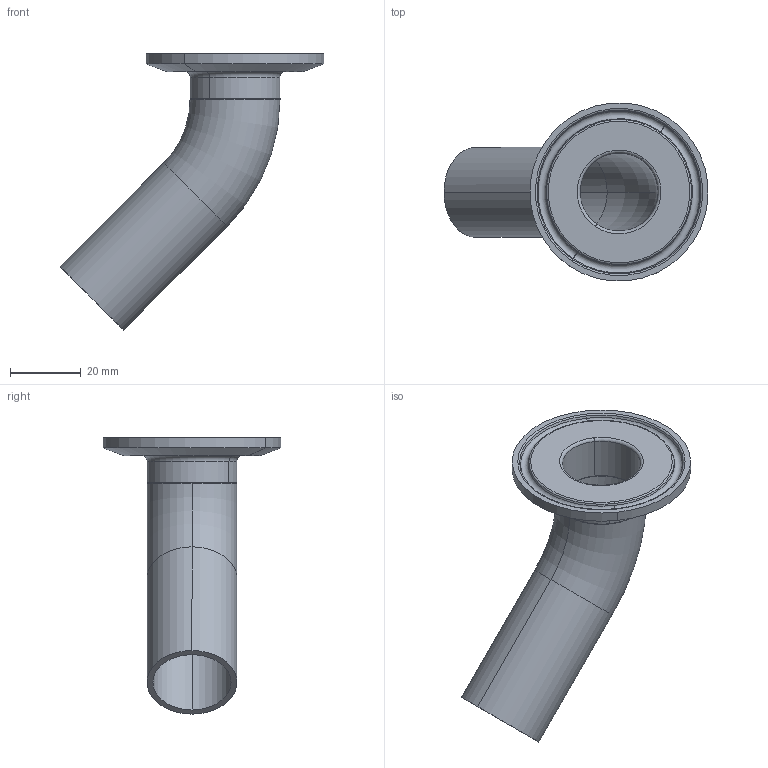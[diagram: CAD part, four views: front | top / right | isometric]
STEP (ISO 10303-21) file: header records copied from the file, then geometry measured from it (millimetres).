
FILE_DESCRIPTION (( 'STEP AP214' ), '1' );
FILE_NAME ('DT13 25.4 B.STEP', '2014-03-15T06:20:48', ( '' ), ( '' ), 'SwSTEP 2.0', 'SolidWorks 2013', '' );
FILE_SCHEMA (( 'AUTOMOTIVE_DESIGN' ));
Length unit declared in the file: inch
Products named in the file (3): 13 25.4; DT13 25.4 B; DT13 25.4
Assembly tree (2 placements, depth 2):
  DT13 25.4 B
    DT13 25.4
    13 25.4
Bounding box: 74.55 x 50.24 x 78.03 mm (x, y, z)
Volume: 16442.3 mm3; surface area: 16275.6 mm2
Topology: 2 solids, 2 shells, 40 faces, 80 edges, 46 vertices
Faces by surface type: torus 14, cylinder 14, plane 6, cone 6
Entity records: 1180 total; most frequent: DIRECTION 230, CARTESIAN_POINT 171, ORIENTED_EDGE 160, AXIS2_PLACEMENT_3D 105, EDGE_CURVE 80, CIRCLE 60, EDGE_LOOP 46, VERTEX_POINT 46
